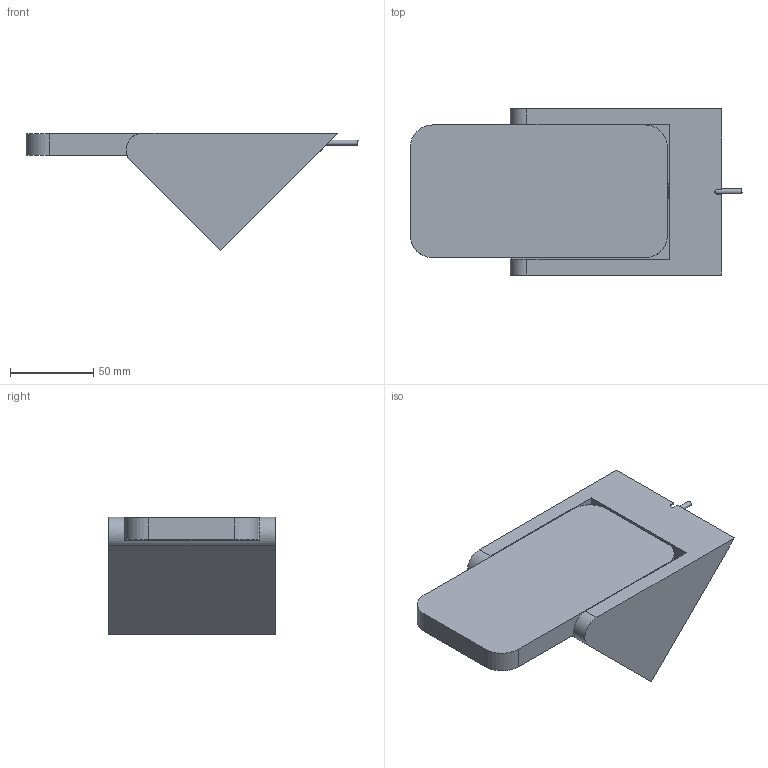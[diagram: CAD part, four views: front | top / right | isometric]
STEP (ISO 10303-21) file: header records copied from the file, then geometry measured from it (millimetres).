
FILE_DESCRIPTION(/* description */ ('STEP AP242','CAx-IF Rec.Pracs.---Representation and Presentation of Product Manufacturing Information (PMI)---4.0---2014-10-13','CAx-IF Rec.Pracs.---3D Tessellated Geometry---0.4---2014-09-14','2;1'),/* implementation_level */ '2;1');
FILE_NAME(/* name */ '669492e1fefd895b58e03734',/* time_stamp */ '2024-07-15T03:09:21Z',/* author */ (''),/* organization */ (''),/* preprocessor_version */ 'ST-DEVELOPER v20',/* originating_system */ ' ',/* authorisation */ ' ');
FILE_SCHEMA (('AP242_MANAGED_MODEL_BASED_3D_ENGINEERING_MIM_LF { 1 0 10303 442 1 1 4 }'));
Length unit declared in the file: metre
Products named in the file (5): holder_assembly; Part 1; phone_assembly <1>
Assembly tree (4 placements, depth 3):
  holder_assembly
    Part 1
    phone_assembly <1>
      Part 1
      Part 1
Bounding box: 199.7 x 100 x 70.71 mm (x, y, z)
Volume: 538847.8 mm3; surface area: 76390.8 mm2
Topology: 3 solids, 3 shells, 55 faces, 138 edges, 92 vertices
Faces by surface type: plane 47, cylinder 8
Full cylindrical faces by diameter (mm): 3 x1, 4 x1
Entity records: 1736 total; most frequent: CARTESIAN_POINT 288, DIRECTION 274, ORIENTED_EDGE 272, EDGE_CURVE 136, LINE 118, VECTOR 118, VERTEX_POINT 92, AXIS2_PLACEMENT_3D 78
